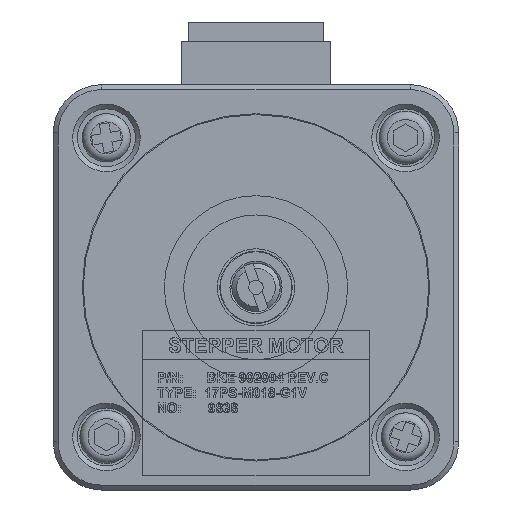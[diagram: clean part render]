
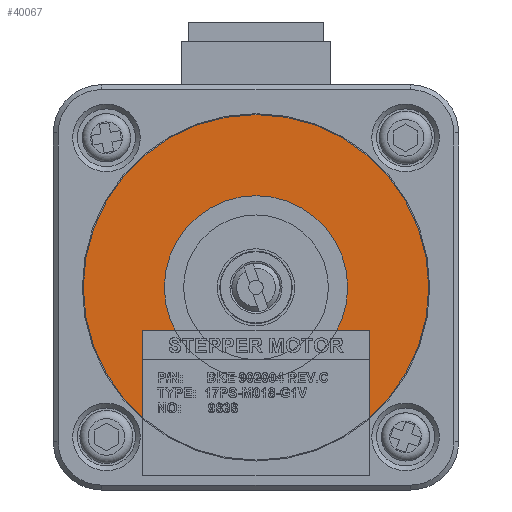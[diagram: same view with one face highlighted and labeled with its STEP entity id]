
A CAD part, front view. The second image highlights one B-rep face of the part: STEP entity #40067.
In plain terms, the highlighted planar face has unit normal (0, -1, 0).
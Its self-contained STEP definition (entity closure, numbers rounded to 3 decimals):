
#1489=FACE_BOUND('',#7160,.T.);
#2720=PLANE('',#42934);
#4719=FACE_OUTER_BOUND('',#7159,.T.);
#7159=EDGE_LOOP('',(#34526));
#7160=EDGE_LOOP('',(#34527));
#8624=CIRCLE('',#42918,17.9);
#8636=CIRCLE('',#42935,9.5);
#18976=VERTEX_POINT('',#68012);
#18992=VERTEX_POINT('',#68049);
#24240=EDGE_CURVE('',#18976,#18976,#8624,.T.);
#24256=EDGE_CURVE('',#18992,#18992,#8636,.T.);
#34526=ORIENTED_EDGE('',*,*,#24240,.T.);
#34527=ORIENTED_EDGE('',*,*,#24256,.T.);
#40067=ADVANCED_FACE('',(#4719,#1489),#2720,.F.);
#42918=AXIS2_PLACEMENT_3D('',#68013,#51823,#51824);
#42934=AXIS2_PLACEMENT_3D('',#68048,#51859,#51860);
#42935=AXIS2_PLACEMENT_3D('',#68050,#51861,#51862);
#51823=DIRECTION('center_axis',(0.,-1.,0.));
#51824=DIRECTION('ref_axis',(-1.,0.,0.));
#51859=DIRECTION('center_axis',(0.,1.,0.));
#51860=DIRECTION('ref_axis',(0.,0.,1.));
#51861=DIRECTION('center_axis',(0.,1.,0.));
#51862=DIRECTION('ref_axis',(-1.,0.,0.));
#68012=CARTESIAN_POINT('',(17.9,-33.5,0.));
#68013=CARTESIAN_POINT('Origin',(0.,-33.5,0.));
#68048=CARTESIAN_POINT('Origin',(0.,-33.5,0.));
#68049=CARTESIAN_POINT('',(9.5,-33.5,0.));
#68050=CARTESIAN_POINT('Origin',(0.,-33.5,0.));
